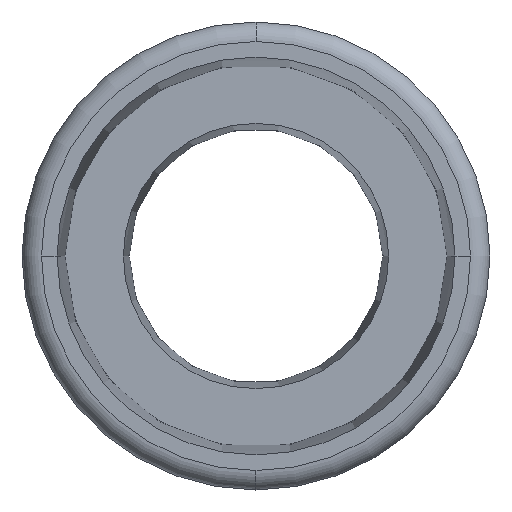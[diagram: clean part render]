
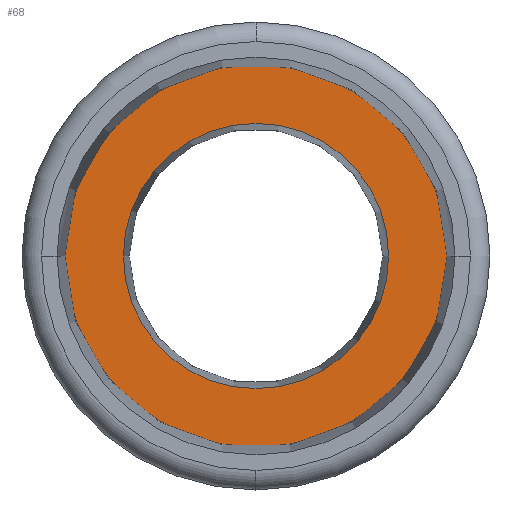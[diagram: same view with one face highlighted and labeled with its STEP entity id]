
A CAD part, left-side view. The second image highlights one B-rep face of the part: STEP entity #68.
In plain terms, the highlighted planar face has unit normal (-1, 0, 0).
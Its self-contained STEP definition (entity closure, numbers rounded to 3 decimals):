
#68=ADVANCED_FACE('',(#133,#134),#135,.T.);
#133=FACE_BOUND('',#223,.T.);
#134=FACE_OUTER_BOUND('',#224,.T.);
#135=PLANE('',#225);
#223=EDGE_LOOP('',(#442,#443));
#224=EDGE_LOOP('',(#444,#445));
#225=AXIS2_PLACEMENT_3D('',#446,#447,#448);
#442=ORIENTED_EDGE('',*,*,#681,.F.);
#443=ORIENTED_EDGE('',*,*,#658,.F.);
#444=ORIENTED_EDGE('',*,*,#680,.T.);
#445=ORIENTED_EDGE('',*,*,#660,.T.);
#446=CARTESIAN_POINT('',(27.1,4.15,0.));
#447=DIRECTION('',(-1.0,0.0,0.));
#448=DIRECTION('',(0.0,1.0,0.0));
#658=EDGE_CURVE('',#808,#804,#810,.T.);
#660=EDGE_CURVE('',#814,#811,#815,.T.);
#680=EDGE_CURVE('',#811,#814,#846,.T.);
#681=EDGE_CURVE('',#804,#808,#847,.T.);
#804=VERTEX_POINT('',#990);
#808=VERTEX_POINT('',#995);
#810=CIRCLE('',#998,3.4);
#811=VERTEX_POINT('',#999);
#814=VERTEX_POINT('',#1003);
#815=CIRCLE('',#1004,4.9);
#846=CIRCLE('',#1040,4.9);
#847=CIRCLE('',#1041,3.4);
#990=CARTESIAN_POINT('',(27.1,3.4,0.));
#995=CARTESIAN_POINT('',(27.1,-3.4,0.));
#998=AXIS2_PLACEMENT_3D('',#1203,#1204,#1205);
#999=CARTESIAN_POINT('',(27.1,4.9,0.));
#1003=CARTESIAN_POINT('',(27.1,-4.9,0.));
#1004=AXIS2_PLACEMENT_3D('',#1207,#1208,#1209);
#1040=AXIS2_PLACEMENT_3D('',#1257,#1258,#1259);
#1041=AXIS2_PLACEMENT_3D('',#1260,#1261,#1262);
#1203=CARTESIAN_POINT('',(27.1,0.0,0.));
#1204=DIRECTION('',(-1.0,0.0,0.));
#1205=DIRECTION('',(0.0,1.0,0.0));
#1207=CARTESIAN_POINT('',(27.1,0.0,0.));
#1208=DIRECTION('',(-1.0,0.0,0.));
#1209=DIRECTION('',(0.0,1.0,0.0));
#1257=CARTESIAN_POINT('',(27.1,0.0,0.));
#1258=DIRECTION('',(-1.0,0.0,0.));
#1259=DIRECTION('',(0.0,1.0,0.0));
#1260=CARTESIAN_POINT('',(27.1,0.0,0.));
#1261=DIRECTION('',(-1.0,0.0,0.));
#1262=DIRECTION('',(0.0,1.0,0.0));
